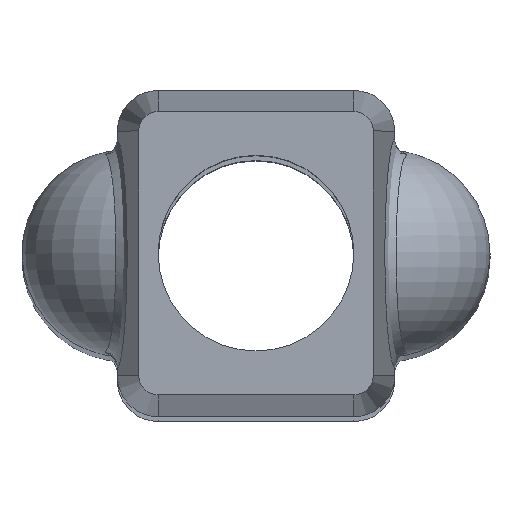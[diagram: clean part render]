
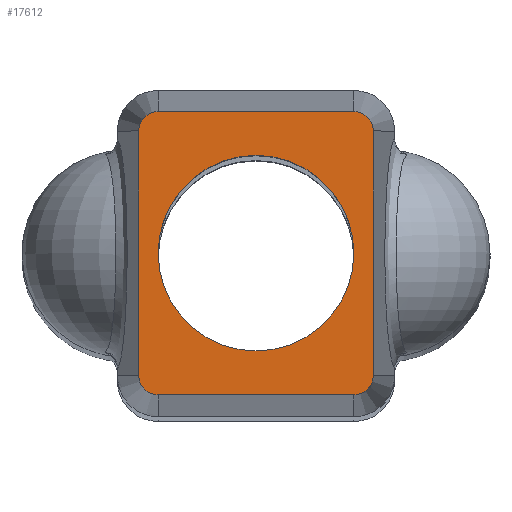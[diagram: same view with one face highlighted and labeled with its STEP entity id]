
A CAD part, top view. The second image highlights one B-rep face of the part: STEP entity #17612.
In plain terms, the highlighted planar face has unit normal (0, 0, 1).
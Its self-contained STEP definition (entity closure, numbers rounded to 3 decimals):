
#1 = EDGE_CURVE ( 'NONE', #15178, #9720, #4841, .T. ) ;
#55 = VERTEX_POINT ( 'NONE', #15006 ) ;
#73 = CIRCLE ( 'NONE', #2682, 1.188 ) ;
#92 = CARTESIAN_POINT ( 'NONE',  ( 2., 7.5, 100. ) ) ;
#212 = EDGE_CURVE ( 'NONE', #1204, #15178, #14643, .T. ) ;
#340 = AXIS2_PLACEMENT_3D ( 'NONE', #4597, #11011, #7426 ) ;
#341 = ORIENTED_EDGE ( 'NONE', *, *, #11001, .T. ) ;
#350 = CIRCLE ( 'NONE', #11704, 6. ) ;
#646 = ORIENTED_EDGE ( 'NONE', *, *, #3527, .T. ) ;
#828 = FACE_OUTER_BOUND ( 'NONE', #15485, .T. ) ;
#1171 = DIRECTION ( 'NONE',  ( 1., 0., 0. ) ) ;
#1204 = VERTEX_POINT ( 'NONE', #17737 ) ;
#1447 = EDGE_CURVE ( 'NONE', #9720, #2447, #2355, .T. ) ;
#1903 = EDGE_CURVE ( 'NONE', #2447, #55, #9912, .T. ) ;
#2074 = VECTOR ( 'NONE', #2975, 1000. ) ;
#2355 = CIRCLE ( 'NONE', #11392, 1.188 ) ;
#2447 = VERTEX_POINT ( 'NONE', #16048 ) ;
#2513 = CARTESIAN_POINT ( 'NONE',  ( 14., 8.688, 100. ) ) ;
#2682 = AXIS2_PLACEMENT_3D ( 'NONE', #14248, #15716, #9841 ) ;
#2717 = CARTESIAN_POINT ( 'NONE',  ( 14., 0., 100. ) ) ;
#2738 = DIRECTION ( 'NONE',  ( 1., 0., 0. ) ) ;
#2975 = DIRECTION ( 'NONE',  ( 1., 0., 0. ) ) ;
#3527 = EDGE_CURVE ( 'NONE', #12648, #7364, #3536, .T. ) ;
#3536 = CIRCLE ( 'NONE', #340, 6. ) ;
#4535 = LINE ( 'NONE', #5814, #5488 ) ;
#4597 = CARTESIAN_POINT ( 'NONE',  ( 8., 0., 100. ) ) ;
#4752 = CIRCLE ( 'NONE', #14703, 1.188 ) ;
#4841 = LINE ( 'NONE', #14640, #5587 ) ;
#5199 = VECTOR ( 'NONE', #16459, 1000. ) ;
#5488 = VECTOR ( 'NONE', #13117, 1000. ) ;
#5493 = VERTEX_POINT ( 'NONE', #14010 ) ;
#5587 = VECTOR ( 'NONE', #11953, 1000. ) ;
#5682 = ORIENTED_EDGE ( 'NONE', *, *, #212, .T. ) ;
#5759 = EDGE_CURVE ( 'NONE', #10598, #1204, #4535, .T. ) ;
#5814 = CARTESIAN_POINT ( 'NONE',  ( 14., 8.688, 100. ) ) ;
#6738 = CARTESIAN_POINT ( 'NONE',  ( 14., -7.5, 100. ) ) ;
#6934 = DIRECTION ( 'NONE',  ( 0., 0., 1. ) ) ;
#7364 = VERTEX_POINT ( 'NONE', #17514 ) ;
#7426 = DIRECTION ( 'NONE',  ( -1., 0., 0. ) ) ;
#7431 = ORIENTED_EDGE ( 'NONE', *, *, #1, .T. ) ;
#7720 = ORIENTED_EDGE ( 'NONE', *, *, #13415, .T. ) ;
#7827 = ORIENTED_EDGE ( 'NONE', *, *, #1903, .T. ) ;
#8204 = EDGE_CURVE ( 'NONE', #10143, #5493, #16740, .T. ) ;
#8586 = CARTESIAN_POINT ( 'NONE',  ( 2., -7.5, 100. ) ) ;
#9045 = DIRECTION ( 'NONE',  ( 0., 0., -1. ) ) ;
#9139 = PLANE ( 'NONE',  #12962 ) ;
#9720 = VERTEX_POINT ( 'NONE', #11863 ) ;
#9841 = DIRECTION ( 'NONE',  ( 1., 0., 0. ) ) ;
#9912 = LINE ( 'NONE', #15521, #2074 ) ;
#10014 = EDGE_LOOP ( 'NONE', ( #341, #646 ) ) ;
#10143 = VERTEX_POINT ( 'NONE', #16263 ) ;
#10512 = ORIENTED_EDGE ( 'NONE', *, *, #1447, .T. ) ;
#10598 = VERTEX_POINT ( 'NONE', #2513 ) ;
#10703 = DIRECTION ( 'NONE',  ( 0., 0., -1. ) ) ;
#10768 = CARTESIAN_POINT ( 'NONE',  ( 15.188, -7.5, 100. ) ) ;
#11001 = EDGE_CURVE ( 'NONE', #7364, #12648, #350, .T. ) ;
#11011 = DIRECTION ( 'NONE',  ( 0., 0., -1. ) ) ;
#11392 = AXIS2_PLACEMENT_3D ( 'NONE', #8586, #14179, #17011 ) ;
#11403 = AXIS2_PLACEMENT_3D ( 'NONE', #92, #6934, #2738 ) ;
#11704 = AXIS2_PLACEMENT_3D ( 'NONE', #12078, #10703, #16305 ) ;
#11863 = CARTESIAN_POINT ( 'NONE',  ( 0.812, -7.5, 100. ) ) ;
#11953 = DIRECTION ( 'NONE',  ( 0., -1., 0. ) ) ;
#12078 = CARTESIAN_POINT ( 'NONE',  ( 8., 0., 100. ) ) ;
#12648 = VERTEX_POINT ( 'NONE', #2717 ) ;
#12945 = ORIENTED_EDGE ( 'NONE', *, *, #5759, .T. ) ;
#12962 = AXIS2_PLACEMENT_3D ( 'NONE', #13440, #9045, #16021 ) ;
#13117 = DIRECTION ( 'NONE',  ( -1., 0., 0. ) ) ;
#13415 = EDGE_CURVE ( 'NONE', #5493, #10598, #73, .T. ) ;
#13440 = CARTESIAN_POINT ( 'NONE',  ( 14., -7.5, 100. ) ) ;
#13456 = ORIENTED_EDGE ( 'NONE', *, *, #8204, .T. ) ;
#14010 = CARTESIAN_POINT ( 'NONE',  ( 15.188, 7.5, 100. ) ) ;
#14179 = DIRECTION ( 'NONE',  ( 0., 0., 1. ) ) ;
#14248 = CARTESIAN_POINT ( 'NONE',  ( 14., 7.5, 100. ) ) ;
#14640 = CARTESIAN_POINT ( 'NONE',  ( 0.812, -7.5, 100. ) ) ;
#14643 = CIRCLE ( 'NONE', #11403, 1.188 ) ;
#14703 = AXIS2_PLACEMENT_3D ( 'NONE', #6738, #15084, #1171 ) ;
#15006 = CARTESIAN_POINT ( 'NONE',  ( 14., -8.688, 100. ) ) ;
#15084 = DIRECTION ( 'NONE',  ( 0., 0., 1. ) ) ;
#15178 = VERTEX_POINT ( 'NONE', #17981 ) ;
#15485 = EDGE_LOOP ( 'NONE', ( #15907, #13456, #7720, #12945, #5682, #7431, #10512, #7827 ) ) ;
#15521 = CARTESIAN_POINT ( 'NONE',  ( 14., -8.688, 100. ) ) ;
#15716 = DIRECTION ( 'NONE',  ( 0., 0., 1. ) ) ;
#15907 = ORIENTED_EDGE ( 'NONE', *, *, #15989, .T. ) ;
#15989 = EDGE_CURVE ( 'NONE', #55, #10143, #4752, .T. ) ;
#16021 = DIRECTION ( 'NONE',  ( 0., -1., 0. ) ) ;
#16048 = CARTESIAN_POINT ( 'NONE',  ( 2., -8.688, 100. ) ) ;
#16263 = CARTESIAN_POINT ( 'NONE',  ( 15.188, -7.5, 100. ) ) ;
#16283 = FACE_BOUND ( 'NONE', #10014, .T. ) ;
#16305 = DIRECTION ( 'NONE',  ( -1., 0., 0. ) ) ;
#16459 = DIRECTION ( 'NONE',  ( 0., 1., 0. ) ) ;
#16740 = LINE ( 'NONE', #10768, #5199 ) ;
#17011 = DIRECTION ( 'NONE',  ( 1., 0., 0. ) ) ;
#17514 = CARTESIAN_POINT ( 'NONE',  ( 2., 0., 100. ) ) ;
#17612 = ADVANCED_FACE ( 'NONE', ( #16283, #828 ), #9139, .F. ) ;
#17737 = CARTESIAN_POINT ( 'NONE',  ( 2., 8.688, 100. ) ) ;
#17981 = CARTESIAN_POINT ( 'NONE',  ( 0.812, 7.5, 100. ) ) ;
